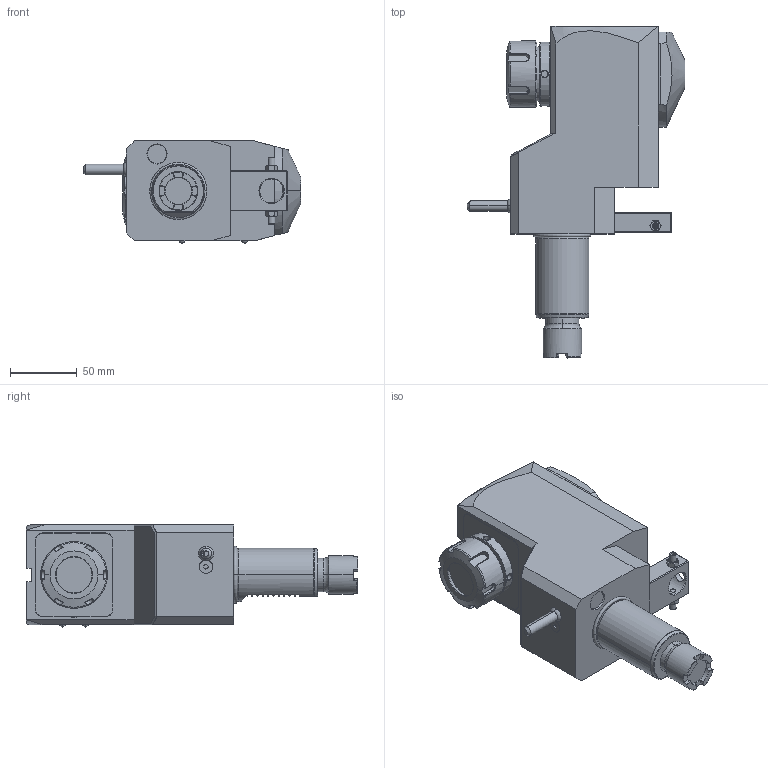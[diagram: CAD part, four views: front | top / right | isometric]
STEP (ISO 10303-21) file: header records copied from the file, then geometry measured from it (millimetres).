
FILE_DESCRIPTION((''),'2;1');
FILE_NAME('NGT1_40_451_32_1_2_120JA','2017-03-13T',('vali'),('NOVA GRUP'),'PRO/ENGINEER BY PARAMETRIC TECHNOLOGY CORPORATION, 2010280','PRO/ENGINEER BY PARAMETRIC TECHNOLOGY CORPORATION, 2010280','');
FILE_SCHEMA(('CONFIG_CONTROL_DESIGN'));
Length unit declared in the file: millimetre
Products named in the file (1): NGT1_40_451_32_1_2_120JA
Bounding box: 163.5 x 249 x 76.6 mm (x, y, z)
Volume: 1212777.2 mm3; surface area: 92072.2 mm2
Topology: 1 solids, 2 shells, 479 faces, 1236 edges, 770 vertices
Faces by surface type: plane 217, cylinder 97, cone 77, bspline 66, torus 14, sphere 6, extrusion 2
Entity records: 20499 total; most frequent: CARTESIAN_POINT 9772, ORIENTED_EDGE 2440, DIRECTION 1847, EDGE_CURVE 1220, VERTEX_POINT 770, AXIS2_PLACEMENT_3D 649, VECTOR 549, LINE 547
